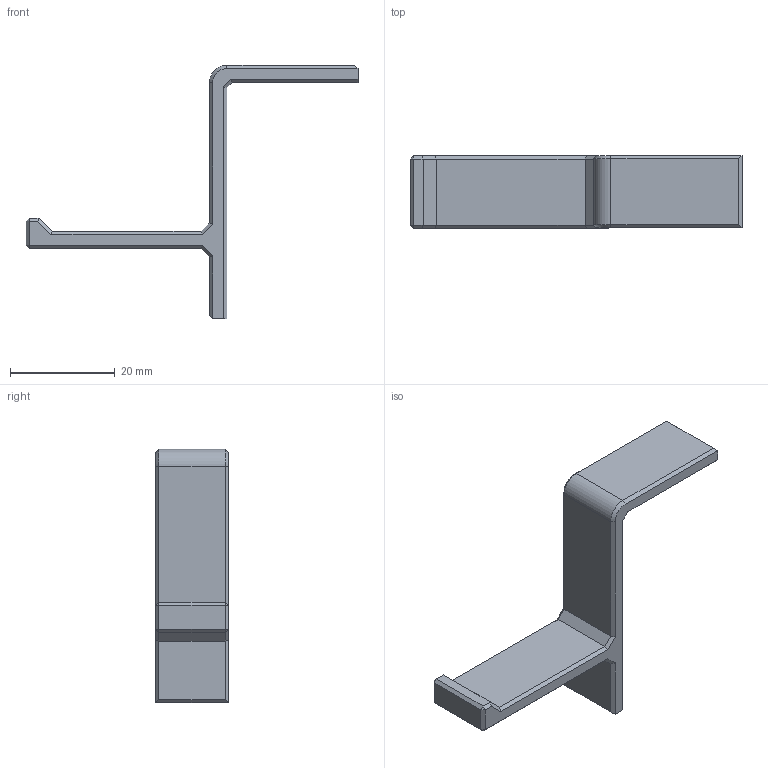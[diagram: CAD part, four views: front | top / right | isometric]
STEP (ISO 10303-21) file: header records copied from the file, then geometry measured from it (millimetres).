
FILE_DESCRIPTION(('HOOPS Exchange Step'),'2;1');
FILE_NAME('temp_export','2024-10-17T16:01:39+02:00',('sam'),('Shapr3D Limited'),'HOOPS Exchange 2024.2','Shapr3D','Authorized');
FILE_SCHEMA( ('AP242_MANAGED_MODEL_BASED_3D_ENGINEERING_MIM_LF {1 0 10303 442 1 1 4 }') );
Length unit declared in the file: millimetre
Products named in the file (1): root
Bounding box: 63.3 x 13.8 x 48.3 mm (x, y, z)
Volume: 3238.3 mm3; surface area: 4038.6 mm2
Topology: 1 solids, 1 shells, 85 faces, 203 edges, 120 vertices
Faces by surface type: plane 81, cylinder 2, cone 2
Entity records: 2436 total; most frequent: CARTESIAN_POINT 410, ORIENTED_EDGE 406, DIRECTION 383, EDGE_CURVE 203, VECTOR 197, LINE 197, VERTEX_POINT 120, AXIS2_PLACEMENT_3D 93
